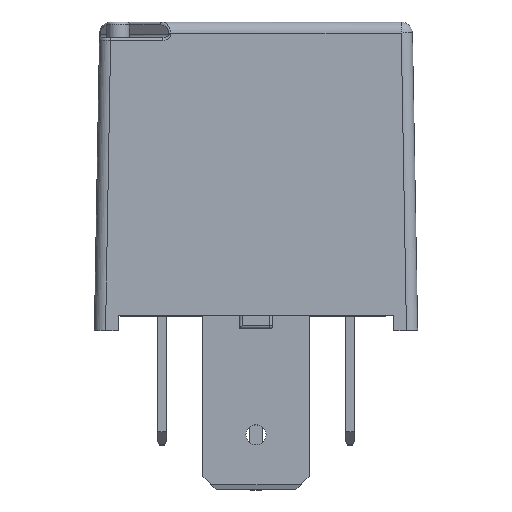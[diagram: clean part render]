
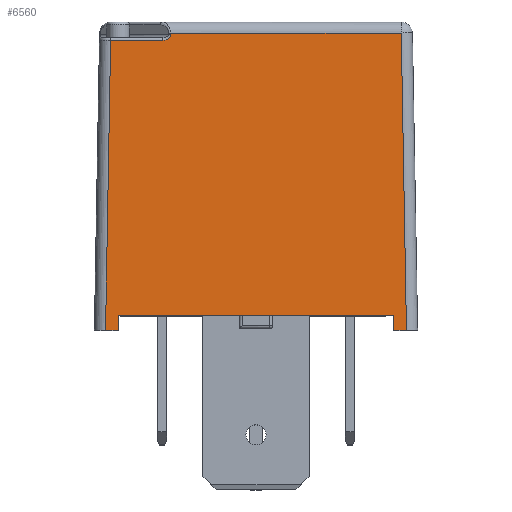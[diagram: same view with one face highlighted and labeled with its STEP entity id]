
A CAD part, top view. The second image highlights one B-rep face of the part: STEP entity #6560.
In plain terms, the highlighted planar face has unit normal (0, 0.014, 1).
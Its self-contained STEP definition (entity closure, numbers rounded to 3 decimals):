
#690=PLANE('',#6976);
#1027=FACE_OUTER_BOUND('',#1433,.T.);
#1433=EDGE_LOOP('',(#5878,#5879,#5880,#5881,#5882,#5883,#5884,#5885,#5886,
#5887,#5888));
#1550=ELLIPSE('',#6977,0.707,0.5);
#2025=LINE('',#11718,#2601);
#2032=LINE('',#11732,#2608);
#2035=LINE('',#11737,#2611);
#2043=LINE('',#11756,#2619);
#2045=LINE('',#11763,#2621);
#2046=LINE('',#11766,#2622);
#2047=LINE('',#11768,#2623);
#2048=LINE('',#11770,#2624);
#2049=LINE('',#11774,#2625);
#2050=LINE('',#11775,#2626);
#2601=VECTOR('',#8036,10.);
#2608=VECTOR('',#8051,10.);
#2611=VECTOR('',#8056,10.);
#2619=VECTOR('',#8072,10.);
#2621=VECTOR('',#8080,10.);
#2622=VECTOR('',#8083,10.);
#2623=VECTOR('',#8084,10.);
#2624=VECTOR('',#8085,10.);
#2625=VECTOR('',#8088,10.);
#2626=VECTOR('',#8089,10.);
#3237=VERTEX_POINT('',#11715);
#3238=VERTEX_POINT('',#11717);
#3241=VERTEX_POINT('',#11731);
#3242=VERTEX_POINT('',#11735);
#3249=VERTEX_POINT('',#11755);
#3251=VERTEX_POINT('',#11761);
#3252=VERTEX_POINT('',#11765);
#3253=VERTEX_POINT('',#11767);
#3254=VERTEX_POINT('',#11769);
#3255=VERTEX_POINT('',#11771);
#3256=VERTEX_POINT('',#11773);
#4120=EDGE_CURVE('',#3238,#3237,#2025,.T.);
#4127=EDGE_CURVE('',#3241,#3238,#2032,.T.);
#4130=EDGE_CURVE('',#3237,#3242,#2035,.T.);
#4139=EDGE_CURVE('',#3249,#3241,#2043,.T.);
#4143=EDGE_CURVE('',#3242,#3251,#2045,.T.);
#4144=EDGE_CURVE('',#3252,#3251,#2046,.T.);
#4145=EDGE_CURVE('',#3253,#3252,#2047,.T.);
#4146=EDGE_CURVE('',#3254,#3253,#2048,.T.);
#4147=EDGE_CURVE('',#3255,#3254,#1550,.T.);
#4148=EDGE_CURVE('',#3256,#3255,#2049,.T.);
#4149=EDGE_CURVE('',#3249,#3256,#2050,.T.);
#5878=ORIENTED_EDGE('',*,*,#4127,.T.);
#5879=ORIENTED_EDGE('',*,*,#4120,.T.);
#5880=ORIENTED_EDGE('',*,*,#4130,.T.);
#5881=ORIENTED_EDGE('',*,*,#4143,.T.);
#5882=ORIENTED_EDGE('',*,*,#4144,.F.);
#5883=ORIENTED_EDGE('',*,*,#4145,.F.);
#5884=ORIENTED_EDGE('',*,*,#4146,.F.);
#5885=ORIENTED_EDGE('',*,*,#4147,.F.);
#5886=ORIENTED_EDGE('',*,*,#4148,.F.);
#5887=ORIENTED_EDGE('',*,*,#4149,.F.);
#5888=ORIENTED_EDGE('',*,*,#4139,.T.);
#6560=ADVANCED_FACE('',(#1027),#690,.T.);
#6976=AXIS2_PLACEMENT_3D('',#11764,#8081,#8082);
#6977=AXIS2_PLACEMENT_3D('',#11772,#8086,#8087);
#8036=DIRECTION('',(1.,0.,0.));
#8051=DIRECTION('',(0.,1.,-0.014));
#8056=DIRECTION('',(0.,-1.,0.014));
#8072=DIRECTION('',(1.,0.,0.));
#8080=DIRECTION('',(1.,0.,0.));
#8081=DIRECTION('center_axis',(0.,0.014,
1.));
#8082=DIRECTION('ref_axis',(1.,0.,0.));
#8083=DIRECTION('',(0.017,-1.,0.014));
#8084=DIRECTION('',(1.,0.,0.));
#8085=DIRECTION('',(-0.014,1.,-0.014));
#8086=DIRECTION('center_axis',(0.,0.014,
1.));
#8087=DIRECTION('ref_axis',(1.,-0.014,0.));
#8088=DIRECTION('',(1.,0.,0.));
#8089=DIRECTION('',(0.017,1.,-0.014));
#11715=CARTESIAN_POINT('',(12.3,1.35,14.281));
#11717=CARTESIAN_POINT('',(-12.3,1.35,14.281));
#11718=CARTESIAN_POINT('',(-7.225,1.35,14.281));
#11731=CARTESIAN_POINT('',(-12.3,0.,14.3));
#11732=CARTESIAN_POINT('',(-12.3,0.014,14.3));
#11735=CARTESIAN_POINT('',(12.3,0.,14.3));
#11737=CARTESIAN_POINT('',(12.3,0.,14.3));
#11755=CARTESIAN_POINT('',(-13.45,0.,14.3));
#11756=CARTESIAN_POINT('',(-14.45,0.,14.3));
#11761=CARTESIAN_POINT('',(13.45,0.,14.3));
#11763=CARTESIAN_POINT('',(-14.45,0.,14.3));
#11764=CARTESIAN_POINT('Origin',(-14.45,0.,14.3));
#11765=CARTESIAN_POINT('',(12.986,26.564,13.929));
#11766=CARTESIAN_POINT('',(13.446,0.235,14.297));
#11767=CARTESIAN_POINT('',(-7.646,26.564,13.929));
#11768=CARTESIAN_POINT('',(-7.225,26.564,13.929));
#11769=CARTESIAN_POINT('',(-7.644,26.403,13.931));
#11770=CARTESIAN_POINT('',(-7.47,13.919,14.106));
#11771=CARTESIAN_POINT('',(-8.344,25.903,13.938));
#11772=CARTESIAN_POINT('Origin',(-8.351,26.403,13.931));
#11773=CARTESIAN_POINT('',(-12.998,25.903,13.938));
#11774=CARTESIAN_POINT('',(-13.2,25.903,13.938));
#11775=CARTESIAN_POINT('',(-13.447,0.182,14.297));
